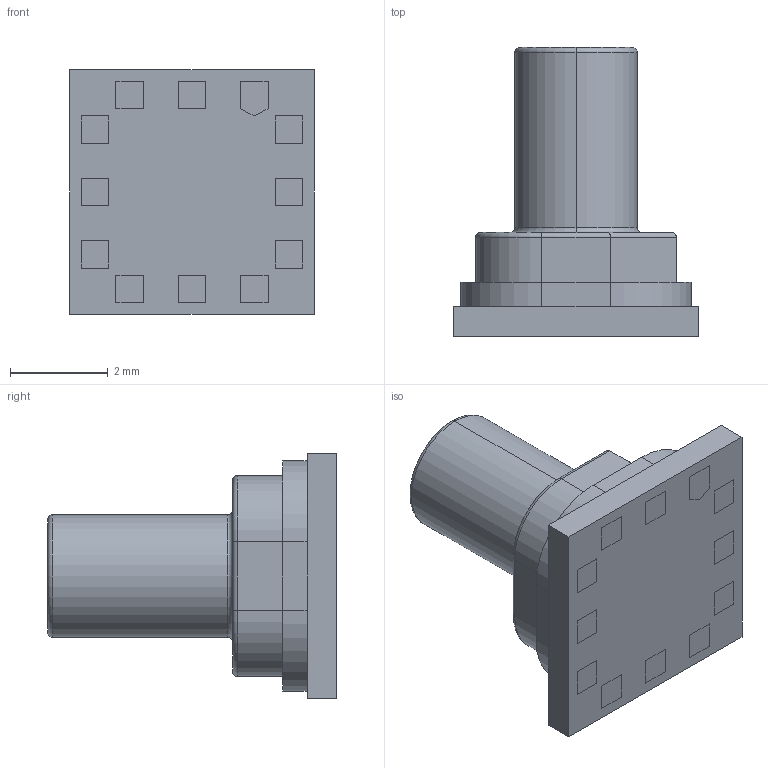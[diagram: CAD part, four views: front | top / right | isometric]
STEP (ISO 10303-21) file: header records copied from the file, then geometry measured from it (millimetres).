
FILE_DESCRIPTION (( 'STEP AP214' ), '1' );
FILE_NAME ('MPRLS0025PA00001A.STEP', '2018-08-09T13:26:16', ( '' ), ( '' ), 'SwSTEP 2.0', 'SolidWorks 2017', '' );
FILE_SCHEMA (( 'AUTOMOTIVE_DESIGN' ));
Length unit declared in the file: millimetre
Products named in the file (1): MPRLS0025PA00001A
Bounding box: 5 x 5.9 x 5 mm (x, y, z)
Volume: 47.7 mm3; surface area: 187.8 mm2
Topology: 14 solids, 14 shells, 177 faces, 390 edges, 256 vertices
Faces by surface type: plane 154, cylinder 16, torus 7
Entity records: 4938 total; most frequent: CARTESIAN_POINT 830, DIRECTION 783, ORIENTED_EDGE 780, EDGE_CURVE 390, VECTOR 349, LINE 349, VERTEX_POINT 256, AXIS2_PLACEMENT_3D 217
